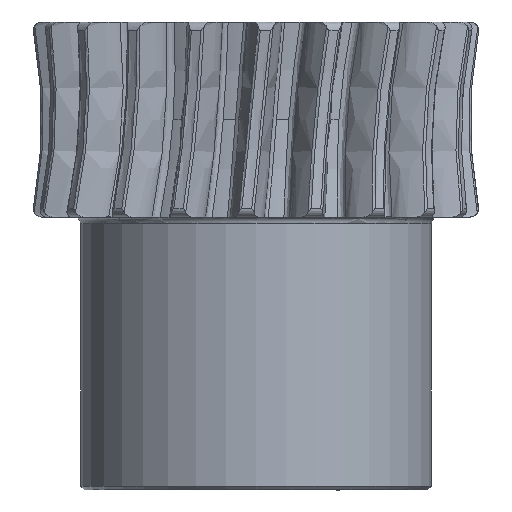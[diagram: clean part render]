
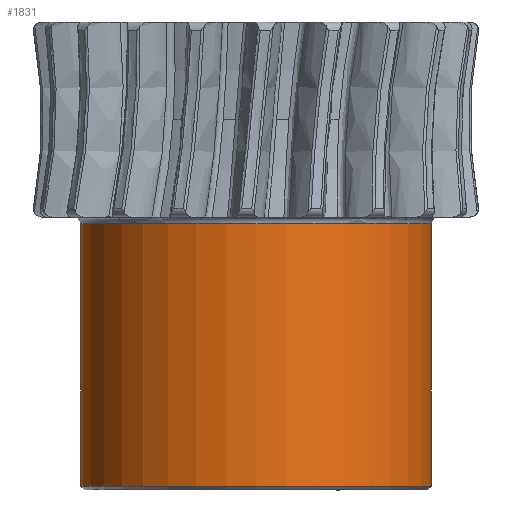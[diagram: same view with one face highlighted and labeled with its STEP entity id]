
A CAD part, front view. The second image highlights one B-rep face of the part: STEP entity #1831.
In plain terms, the highlighted cylindrical face has radius 4.5 mm (diameter 9 mm), a partial arc.
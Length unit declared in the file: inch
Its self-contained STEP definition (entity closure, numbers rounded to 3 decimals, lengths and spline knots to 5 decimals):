
#130 = ORIENTED_EDGE ( 'NONE', *, *, #5015, .T. ) ;
#334 = VERTEX_POINT ( 'NONE', #6142 ) ;
#522 = FACE_OUTER_BOUND ( 'NONE', #10336, .T. ) ;
#1254 = DIRECTION ( 'NONE',  ( 0., 0., -1. ) ) ;
#1595 = LINE ( 'NONE', #1634, #9999 ) ;
#1634 = CARTESIAN_POINT ( 'NONE',  ( 0.17717, 0., 0.05311 ) ) ;
#1831 = ADVANCED_FACE ( 'NONE', ( #522 ), #10143, .T. ) ;
#2215 = LINE ( 'NONE', #16543, #7542 ) ;
#2305 = VERTEX_POINT ( 'NONE', #3196 ) ;
#2718 = CARTESIAN_POINT ( 'NONE',  ( 0., 0., 0.03244 ) ) ;
#3074 = VERTEX_POINT ( 'NONE', #13995 ) ;
#3196 = CARTESIAN_POINT ( 'NONE',  ( 0.17717, 0., 0.03244 ) ) ;
#3533 = DIRECTION ( 'NONE',  ( 0., 0., -1. ) ) ;
#4014 = AXIS2_PLACEMENT_3D ( 'NONE', #12810, #8888, #7534 ) ;
#4794 = ORIENTED_EDGE ( 'NONE', *, *, #7071, .T. ) ;
#5015 = EDGE_CURVE ( 'NONE', #334, #3074, #11689, .T. ) ;
#6142 = CARTESIAN_POINT ( 'NONE',  ( -0.17717, 0., -0.23232 ) ) ;
#6387 = DIRECTION ( 'NONE',  ( -1., 0., 0. ) ) ;
#7071 = EDGE_CURVE ( 'NONE', #2305, #8570, #13317, .T. ) ;
#7534 = DIRECTION ( 'NONE',  ( -1., 0., 0. ) ) ;
#7542 = VECTOR ( 'NONE', #3533, 39.37008 ) ;
#7753 = CARTESIAN_POINT ( 'NONE',  ( 0., 0., 0.05311 ) ) ;
#8570 = VERTEX_POINT ( 'NONE', #16273 ) ;
#8888 = DIRECTION ( 'NONE',  ( 0., 0., 1. ) ) ;
#9999 = VECTOR ( 'NONE', #11984, 39.37008 ) ;
#10143 = CYLINDRICAL_SURFACE ( 'NONE', #16786, 0.17717 ) ;
#10273 = AXIS2_PLACEMENT_3D ( 'NONE', #2718, #1254, #11882 ) ;
#10336 = EDGE_LOOP ( 'NONE', ( #13031, #4794, #16152, #130 ) ) ;
#11655 = DIRECTION ( 'NONE',  ( 0., 0., -1. ) ) ;
#11689 = CIRCLE ( 'NONE', #4014, 0.17717 ) ;
#11882 = DIRECTION ( 'NONE',  ( -1., 0., 0. ) ) ;
#11984 = DIRECTION ( 'NONE',  ( 0., 0., -1. ) ) ;
#12810 = CARTESIAN_POINT ( 'NONE',  ( 0., 0., -0.23232 ) ) ;
#13031 = ORIENTED_EDGE ( 'NONE', *, *, #13246, .F. ) ;
#13059 = EDGE_CURVE ( 'NONE', #8570, #334, #2215, .T. ) ;
#13246 = EDGE_CURVE ( 'NONE', #2305, #3074, #1595, .T. ) ;
#13317 = CIRCLE ( 'NONE', #10273, 0.17717 ) ;
#13995 = CARTESIAN_POINT ( 'NONE',  ( 0.17717, 0., -0.23232 ) ) ;
#16152 = ORIENTED_EDGE ( 'NONE', *, *, #13059, .T. ) ;
#16273 = CARTESIAN_POINT ( 'NONE',  ( -0.17717, 0., 0.03244 ) ) ;
#16543 = CARTESIAN_POINT ( 'NONE',  ( -0.17717, 0., 0.05311 ) ) ;
#16786 = AXIS2_PLACEMENT_3D ( 'NONE', #7753, #11655, #6387 ) ;
